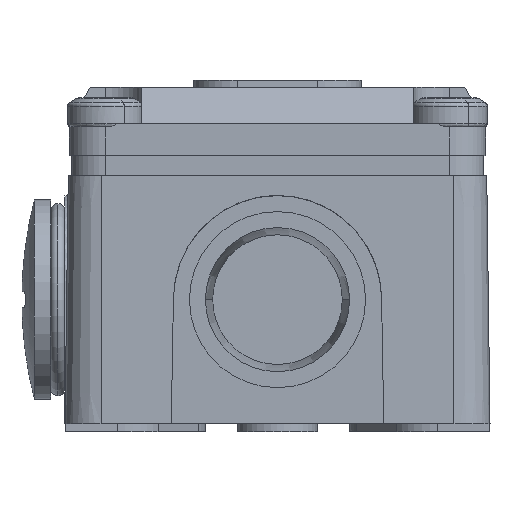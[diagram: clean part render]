
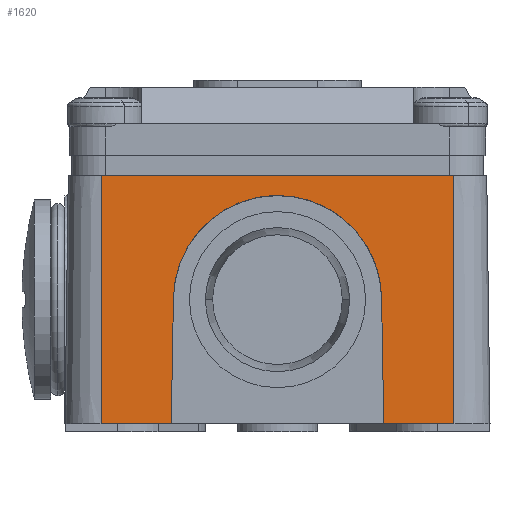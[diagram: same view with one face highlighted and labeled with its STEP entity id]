
A CAD part, front view. The second image highlights one B-rep face of the part: STEP entity #1620.
In plain terms, the highlighted planar face has unit normal (0, -1, 0.013).
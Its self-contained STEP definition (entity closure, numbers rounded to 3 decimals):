
#1620=ADVANCED_FACE('',(#3274,#3275),#3276,.T.);
#3274=FACE_OUTER_BOUND('',#4934,.T.);
#3275=FACE_BOUND('',#4935,.T.);
#3276=PLANE('',#4936);
#4934=EDGE_LOOP('',(#9632,#9633,#9634,#9635));
#4935=EDGE_LOOP('',(#9636,#9637,#9638,#9639));
#4936=AXIS2_PLACEMENT_3D('',#9640,#9641,#9642);
#9632=ORIENTED_EDGE('',*,*,#11327,.T.);
#9633=ORIENTED_EDGE('',*,*,#11663,.F.);
#9634=ORIENTED_EDGE('',*,*,#11563,.F.);
#9635=ORIENTED_EDGE('',*,*,#11661,.T.);
#9636=ORIENTED_EDGE('',*,*,#11466,.T.);
#9637=ORIENTED_EDGE('',*,*,#11462,.T.);
#9638=ORIENTED_EDGE('',*,*,#11473,.T.);
#9639=ORIENTED_EDGE('',*,*,#11470,.T.);
#9640=CARTESIAN_POINT('',(53.952,0.999,1.0));
#9641=DIRECTION('',(0.0,-1.,0.013));
#9642=DIRECTION('',(0.0,0.013,1.));
#11327=EDGE_CURVE('',#13900,#13898,#13901,.T.);
#11462=EDGE_CURVE('',#14088,#14089,#14090,.T.);
#11466=EDGE_CURVE('',#14095,#14088,#14096,.T.);
#11470=EDGE_CURVE('',#14101,#14095,#14102,.T.);
#11473=EDGE_CURVE('',#14089,#14101,#14105,.T.);
#11563=EDGE_CURVE('',#14237,#14239,#14240,.T.);
#11661=EDGE_CURVE('',#14237,#13900,#14373,.T.);
#11663=EDGE_CURVE('',#14239,#13898,#14375,.T.);
#13898=VERTEX_POINT('',#17760);
#13900=VERTEX_POINT('',#17762);
#13901=LINE('',#17763,#17764);
#14088=VERTEX_POINT('',#18104);
#14089=VERTEX_POINT('',#18105);
#14090=LINE('',#18106,#18107);
#14095=VERTEX_POINT('',#18114);
#14096=ELLIPSE('',#18115,13.001,13.0);
#14101=VERTEX_POINT('',#18121);
#14102=LINE('',#18122,#18123);
#14105=LINE('',#18127,#18128);
#14237=VERTEX_POINT('',#18320);
#14239=VERTEX_POINT('',#18322);
#14240=LINE('',#18323,#18324);
#14373=LINE('',#18507,#18508);
#14375=LINE('',#18510,#18511);
#17760=CARTESIAN_POINT('',(9.869,1.405,32.0));
#17762=CARTESIAN_POINT('',(53.952,1.405,32.0));
#17763=CARTESIAN_POINT('',(53.952,1.405,32.0));
#17764=VECTOR('',#20641,1.0);
#18104=CARTESIAN_POINT('',(44.908,1.205,16.727));
#18105=CARTESIAN_POINT('',(45.183,0.999,1.001));
#18106=CARTESIAN_POINT('',(45.116,1.049,4.855));
#18107=VECTOR('',#20779,1.0);
#18114=CARTESIAN_POINT('',(18.912,1.205,16.727));
#18115=AXIS2_PLACEMENT_3D('',#20782,#20783,#20784);
#18121=CARTESIAN_POINT('',(18.638,0.999,1.001));
#18122=CARTESIAN_POINT('',(18.712,1.054,5.239));
#18123=VECTOR('',#20789,1.0);
#18127=CARTESIAN_POINT('',(42.931,0.999,1.001));
#18128=VECTOR('',#20791,1.0);
#18320=CARTESIAN_POINT('',(53.952,0.999,1.0));
#18322=CARTESIAN_POINT('',(9.869,0.999,1.0));
#18323=CARTESIAN_POINT('',(53.952,0.999,1.0));
#18324=VECTOR('',#20906,1.0);
#18507=CARTESIAN_POINT('',(53.952,0.999,1.0));
#18508=VECTOR('',#21005,1.0);
#18510=CARTESIAN_POINT('',(9.869,0.999,1.0));
#18511=VECTOR('',#21006,1.0);
#20641=DIRECTION('',(-1.0,0.0,0.0));
#20779=DIRECTION('',(0.017,-0.013,-1.));
#20782=CARTESIAN_POINT('',(31.91,1.202,16.5));
#20783=DIRECTION('',(0.,1.,-0.013));
#20784=DIRECTION('',(0.,0.013,1.));
#20789=DIRECTION('',(0.017,0.013,1.));
#20791=DIRECTION('',(-1.0,0.0,-0.0));
#20906=DIRECTION('',(-1.0,0.0,0.0));
#21005=DIRECTION('',(0.0,0.013,1.));
#21006=DIRECTION('',(0.,0.013,1.));
